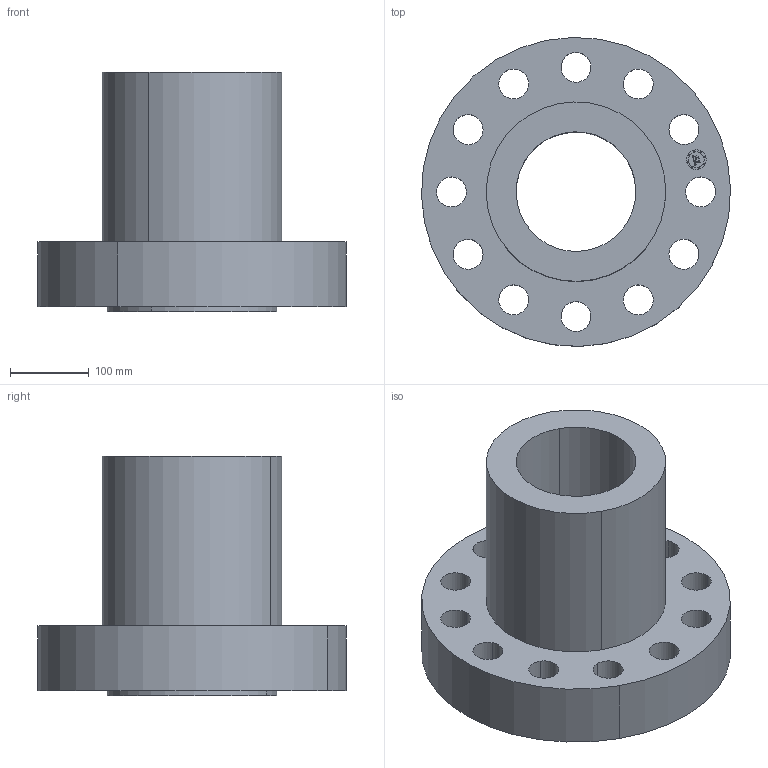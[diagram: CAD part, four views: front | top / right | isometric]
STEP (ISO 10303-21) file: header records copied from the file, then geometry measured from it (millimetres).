
FILE_DESCRIPTION(('3D STEP'),'2;1');
FILE_NAME('6-1500-LWN-RF-STD-CONN-FLANGE.stp','2013-11-29T05:38:20+00:00',('Texas Flange'),(''),'CATIA Version 5 Release 20 SP 6 (IN-10)','CATIA V5 STEP AP214','800-826-3801');
FILE_SCHEMA(('AUTOMOTIVE_DESIGN { 1 0 10303 214 1 1 1 1 }'));
Length unit declared in the file: inch
Products named in the file (1): 6-1500-LWN-RF-STD-CONN-FLANGE
Bounding box: 393.59 x 393.59 x 304.8 mm (x, y, z)
Volume: 12453665.3 mm3; surface area: 705630.7 mm2
Topology: 1 solids, 1 shells, 421 faces, 1200 edges, 800 vertices
Faces by surface type: plane 369, cylinder 52
Entity records: 15873 total; most frequent: ORIENTED_EDGE 2400, CARTESIAN_POINT 2372, DIRECTION 1942, EDGE_CURVE 1200, VECTOR 1096, LINE 1096, VERTEX_POINT 800, AXIS2_PLACEMENT_3D 476
